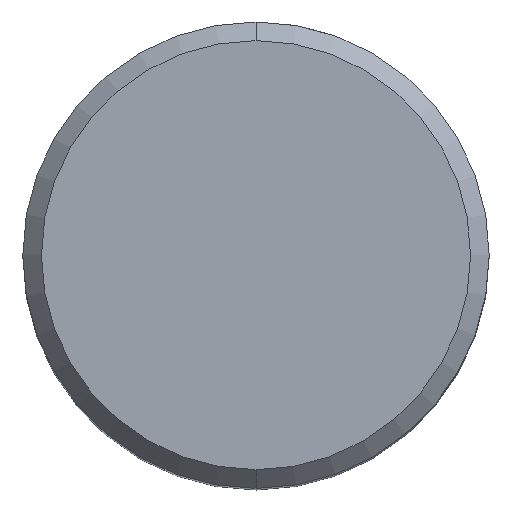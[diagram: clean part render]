
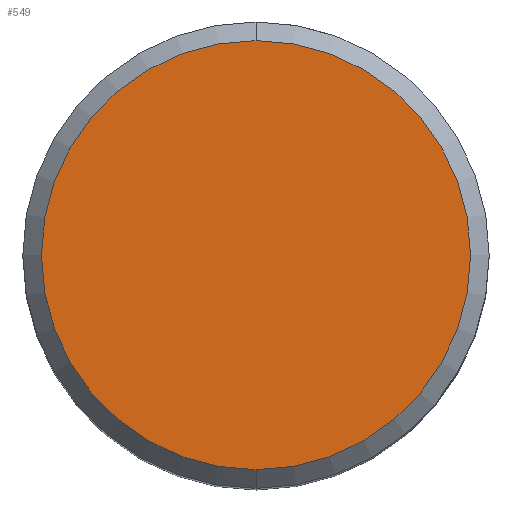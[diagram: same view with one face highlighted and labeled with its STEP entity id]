
A CAD part, top view. The second image highlights one B-rep face of the part: STEP entity #549.
In plain terms, the highlighted planar face has unit normal (0, 0, 1).
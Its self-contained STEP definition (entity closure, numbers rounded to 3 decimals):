
#459=VERTEX_POINT('',#1084);
#549=ADVANCED_FACE('',(#1184),#1185,.T.);
#555=VERTEX_POINT('',#1191);
#641=EDGE_CURVE('',#555,#459,#1285,.T.);
#647=EDGE_CURVE('',#459,#555,#1293,.T.);
#1084=CARTESIAN_POINT('',(0.,-11.5,0.0));
#1184=FACE_OUTER_BOUND('',#5528,.T.);
#1185=PLANE('',#5529);
#1191=CARTESIAN_POINT('',(0.0,11.5,0.0));
#1285=CIRCLE('',#7390,11.5);
#1293=CIRCLE('',#7399,11.5);
#5528=EDGE_LOOP('',(#10583,#10584));
#5529=AXIS2_PLACEMENT_3D('',#10585,#10586,#10587);
#7390=AXIS2_PLACEMENT_3D('',#10673,#10674,#10675);
#7399=AXIS2_PLACEMENT_3D('',#10691,#10692,#10693);
#10583=ORIENTED_EDGE('',*,*,#641,.F.);
#10584=ORIENTED_EDGE('',*,*,#647,.F.);
#10585=CARTESIAN_POINT('',(0.0,5.75,0.0));
#10586=DIRECTION('',(-0.0,0.0,1.0));
#10587=DIRECTION('',(0.0,-1.0,0.0));
#10673=CARTESIAN_POINT('',(0.0,0.0,0.0));
#10674=DIRECTION('',(0.0,0.0,-1.0));
#10675=DIRECTION('',(0.0,1.0,0.0));
#10691=CARTESIAN_POINT('',(0.0,0.0,0.0));
#10692=DIRECTION('',(0.0,0.0,-1.0));
#10693=DIRECTION('',(0.0,1.0,0.0));
